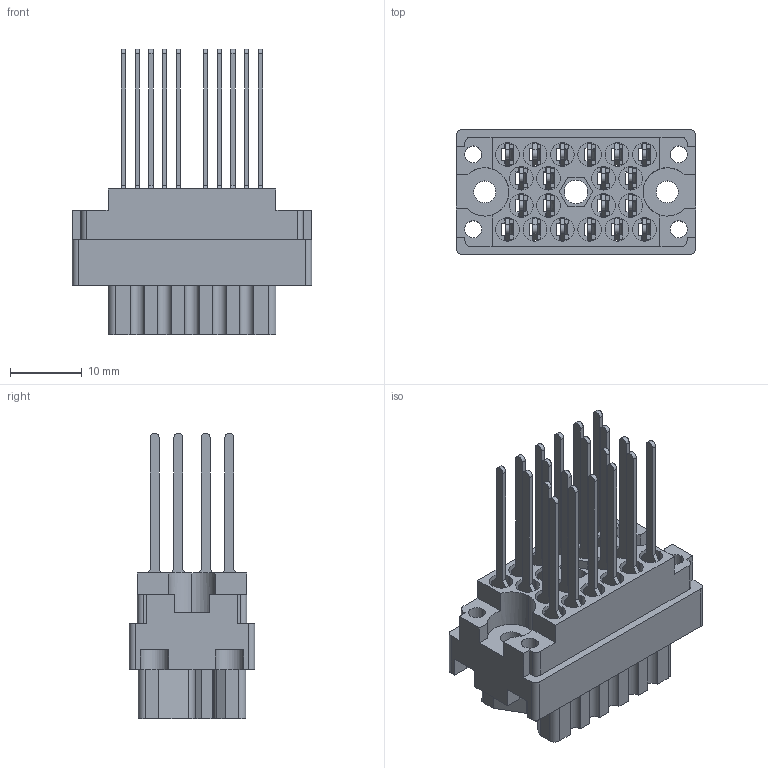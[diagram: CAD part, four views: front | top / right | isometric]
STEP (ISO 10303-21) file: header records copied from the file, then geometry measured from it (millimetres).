
FILE_DESCRIPTION (( 'STEP AP203' ), '1' );
FILE_NAME ('516-020-542-200.STEP', '2020-03-04T20:53:45', ( '' ), ( '' ), 'SwSTEP 2.0', 'SolidWorks 2016', '' );
FILE_SCHEMA (( 'CONFIG_CONTROL_DESIGN' ));
Length unit declared in the file: inch
Products named in the file (3): 516-020-542-200; 516 Part Receptacle_020; 516-292-001_542 Contact
Assembly tree (21 placements, depth 2):
  516-020-542-200
    516 Part Receptacle_020
    516-292-001_542 Contact  x20
Bounding box: 33.32 x 17.42 x 39.7 mm (x, y, z)
Volume: 5952 mm3; surface area: 12753.9 mm2
Topology: 21 solids, 21 shells, 2050 faces, 5950 edges, 3952 vertices
Faces by surface type: plane 1255, cylinder 673, bspline 120, cone 2
Entity records: 23866 total; most frequent: CARTESIAN_POINT 4319, ORIENTED_EDGE 3996, DIRECTION 3874, EDGE_CURVE 1998, VECTOR 1454, LINE 1454, VERTEX_POINT 1330, AXIS2_PLACEMENT_3D 1210
